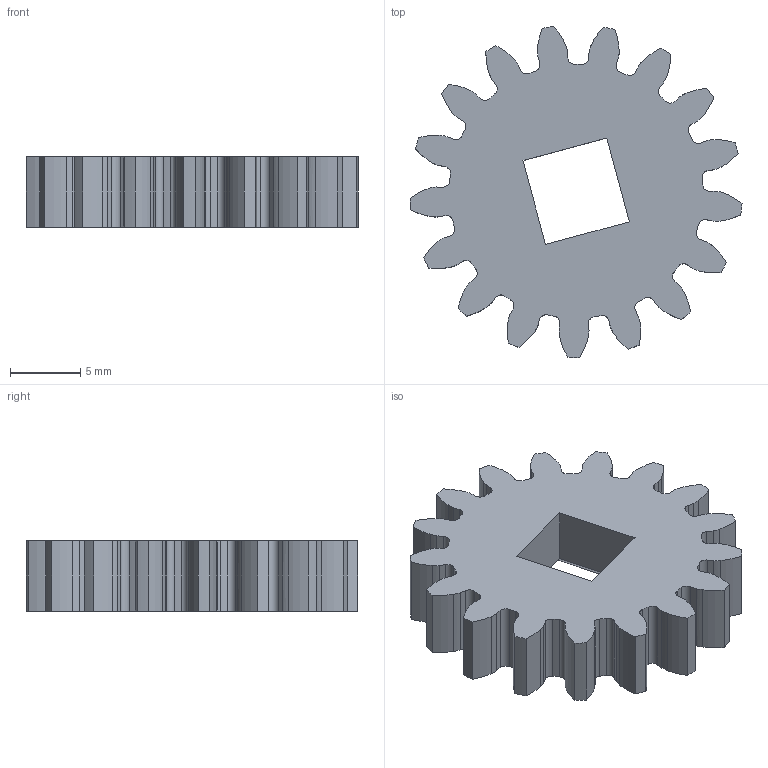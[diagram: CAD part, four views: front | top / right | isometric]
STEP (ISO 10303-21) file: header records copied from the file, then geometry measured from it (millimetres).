
FILE_DESCRIPTION(('FreeCAD Model'),'2;1');
FILE_NAME('Open CASCADE Shape Model','2025-10-13T00:50:36',(''),(''), 'Open CASCADE STEP processor 7.8','FreeCAD','Unknown');
FILE_SCHEMA(('AUTOMOTIVE_DESIGN { 1 0 10303 214 1 1 1 1 }'));
Length unit declared in the file: millimetre
Products named in the file (1): feedbackgear2
Bounding box: 23.71 x 23.65 x 5 mm (x, y, z)
Volume: 1521.9 mm3; surface area: 1392.4 mm2
Topology: 1 solids, 1 shells, 180 faces, 530 edges, 352 vertices
Faces by surface type: cylinder 68, extrusion 68, plane 44
Entity records: 6364 total; most frequent: CARTESIAN_POINT 1675, ORIENTED_EDGE 1060, DIRECTION 824, EDGE_CURVE 530, VERTEX_POINT 352, VECTOR 326, LINE 258, AXIS2_PLACEMENT_3D 249
